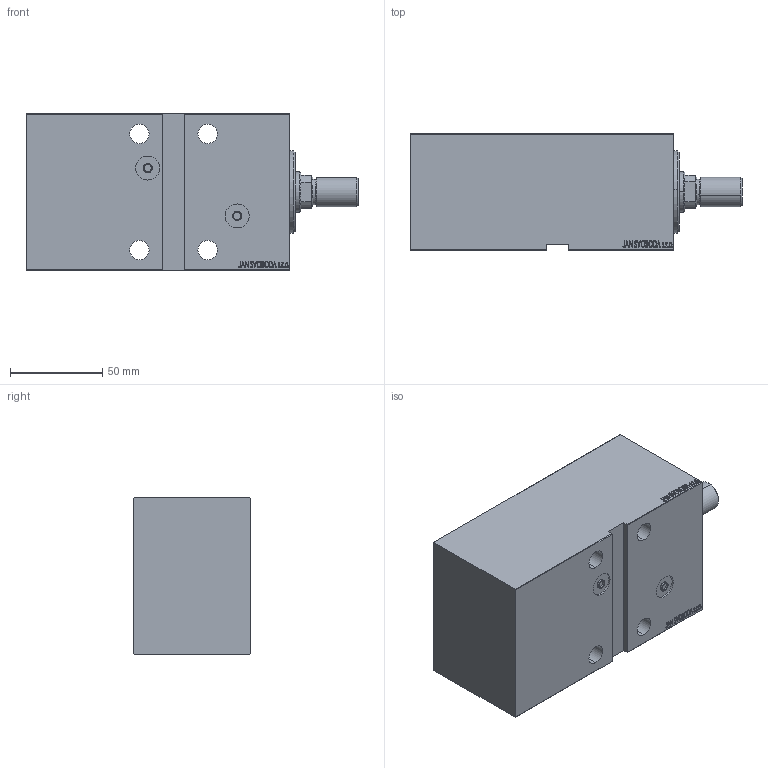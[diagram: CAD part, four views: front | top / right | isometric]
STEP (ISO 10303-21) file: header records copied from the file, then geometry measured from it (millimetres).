
FILE_DESCRIPTION (( 'STEP AP203' ), '1' );
FILE_NAME ('d2ff.STEP', '2024-11-13T12:14:24', ( '' ), ( '' ), 'SwSTEP 2.0', 'SolidWorks 2019', '' );
FILE_SCHEMA (( 'CONFIG_CONTROL_DESIGN' ));
Length unit declared in the file: millimetre
Products named in the file (6): d2ff; V450CM_VC_G cb8d0844a96867148c7dcf5d061852e2; Zatka_OIL_PORT cb8d0844a96867148c7dcf5d061852e2; V450CM_G_Body cb8d0844a96867148c7dcf5d061852e2; V450CM_G_VCP cb8d0844a96867148c7dcf5d061852e2; V450CM_MALE_METRIC cb8d0844a96867148c7dcf5d061852e2
Assembly tree (6 placements, depth 2):
  d2ff
    V450CM_G_Body cb8d0844a96867148c7dcf5d061852e2
    V450CM_G_VCP cb8d0844a96867148c7dcf5d061852e2
    V450CM_VC_G cb8d0844a96867148c7dcf5d061852e2
    V450CM_MALE_METRIC cb8d0844a96867148c7dcf5d061852e2
    Zatka_OIL_PORT cb8d0844a96867148c7dcf5d061852e2  x2
Bounding box: 180 x 63 x 85 mm (x, y, z)
Volume: 668404.3 mm3; surface area: 104350 mm2
Topology: 6 solids, 6 shells, 913 faces, 2314 edges, 1529 vertices
Faces by surface type: plane 447, bspline 380, cylinder 62, cone 22, torus 2
Entity records: 44340 total; most frequent: CARTESIAN_POINT 24540, ORIENTED_EDGE 4544, DIRECTION 2698, EDGE_CURVE 2272, VERTEX_POINT 1505, VECTOR 1356, LINE 1356, EDGE_LOOP 1021
